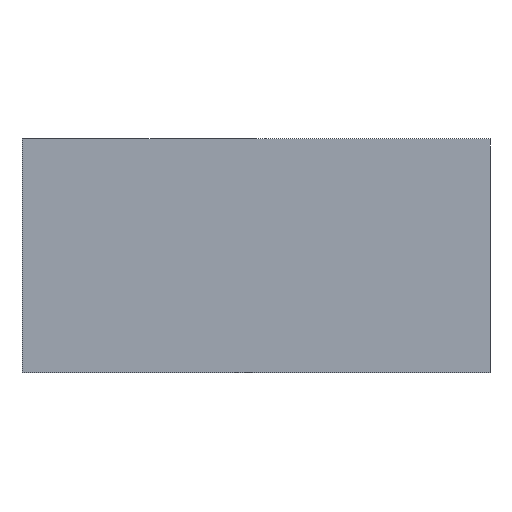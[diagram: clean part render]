
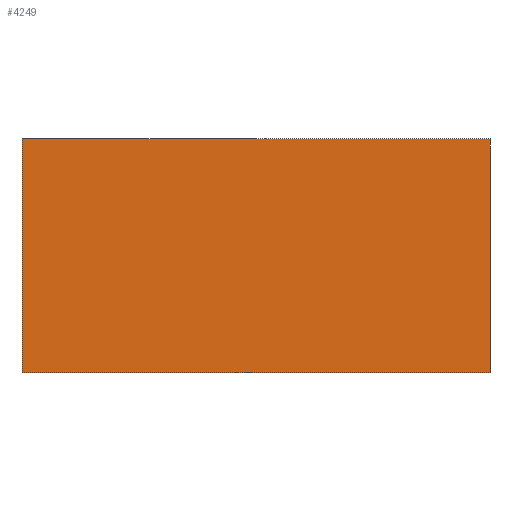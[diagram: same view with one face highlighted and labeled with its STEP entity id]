
A CAD part, left-side view. The second image highlights one B-rep face of the part: STEP entity #4249.
In plain terms, the highlighted planar face has unit normal (-1, 0, 0).
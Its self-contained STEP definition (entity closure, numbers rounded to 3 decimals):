
#934=ORIENTED_EDGE('',*,*,#2005,.F.);
#935=ORIENTED_EDGE('',*,*,#1998,.F.);
#936=ORIENTED_EDGE('',*,*,#2002,.T.);
#937=ORIENTED_EDGE('',*,*,#1980,.T.);
#1980=EDGE_CURVE('',#2556,#2555,#2989,.T.);
#1998=EDGE_CURVE('',#2572,#2573,#2999,.T.);
#2002=EDGE_CURVE('',#2572,#2556,#3003,.T.);
#2005=EDGE_CURVE('',#2573,#2555,#3006,.T.);
#2555=VERTEX_POINT('',#6106);
#2556=VERTEX_POINT('',#6108);
#2572=VERTEX_POINT('',#6142);
#2573=VERTEX_POINT('',#6144);
#2989=LINE('',#6107,#3290);
#2999=LINE('',#6143,#3300);
#3003=LINE('',#6150,#3304);
#3006=LINE('',#6156,#3307);
#3290=VECTOR('',#5203,1000.);
#3300=VECTOR('',#5231,1000.);
#3304=VECTOR('',#5237,1000.);
#3307=VECTOR('',#5246,1000.);
#3520=EDGE_LOOP('',(#934,#935,#936,#937));
#3795=FACE_BOUND('',#3520,.T.);
#4034=PLANE('',#4621);
#4249=ADVANCED_FACE('',(#3795),#4034,.T.);
#4621=AXIS2_PLACEMENT_3D('',#6155,#5244,#5245);
#5203=DIRECTION('',(0.,0.,-1.));
#5231=DIRECTION('',(0.,0.,-1.));
#5237=DIRECTION('',(0.,1.,0.));
#5244=DIRECTION('',(-1.,0.,0.));
#5245=DIRECTION('',(0.,0.,1.));
#5246=DIRECTION('',(0.,1.,0.));
#6106=CARTESIAN_POINT('',(-20.,20.,0.));
#6107=CARTESIAN_POINT('',(-20.,20.,20.));
#6108=CARTESIAN_POINT('',(-20.,20.,20.));
#6142=CARTESIAN_POINT('',(-20.,-20.,20.));
#6143=CARTESIAN_POINT('',(-20.,-20.,20.));
#6144=CARTESIAN_POINT('',(-20.,-20.,0.));
#6150=CARTESIAN_POINT('',(-20.,-20.,20.));
#6155=CARTESIAN_POINT('',(-20.,-20.,20.));
#6156=CARTESIAN_POINT('',(-20.,-20.,0.));
